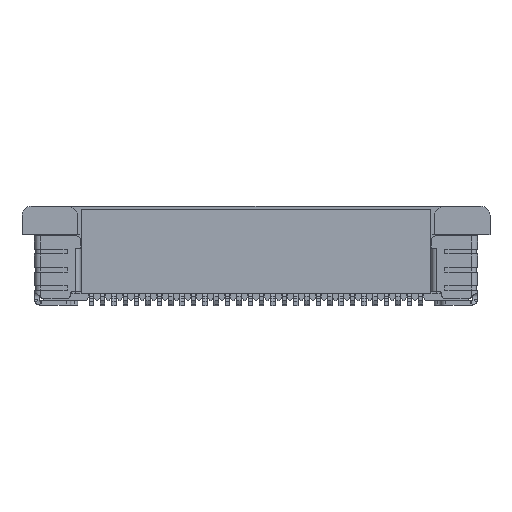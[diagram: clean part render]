
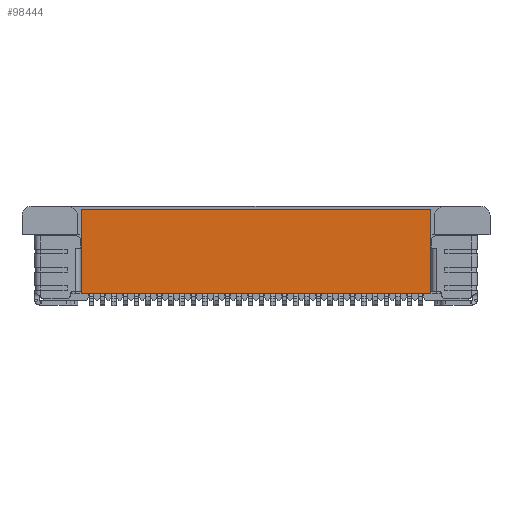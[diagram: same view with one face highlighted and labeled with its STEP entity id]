
A CAD part, top view. The second image highlights one B-rep face of the part: STEP entity #98444.
In plain terms, the highlighted planar face has unit normal (0, 0, -1).
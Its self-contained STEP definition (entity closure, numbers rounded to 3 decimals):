
#36143=DIRECTION('',(0.,-1.,0.));
#36144=VECTOR('',#36143,3.7);
#36145=CARTESIAN_POINT('',(-7.7,4.,1.));
#36146=LINE('',#36145,#36144);
#36147=DIRECTION('',(1.,0.,0.));
#36148=VECTOR('',#36147,15.4);
#36149=CARTESIAN_POINT('',(-7.7,0.3,1.));
#36150=LINE('',#36149,#36148);
#36151=DIRECTION('',(0.,1.,0.));
#36152=VECTOR('',#36151,3.7);
#36153=CARTESIAN_POINT('',(7.7,0.3,1.));
#36154=LINE('',#36153,#36152);
#36155=DIRECTION('',(-1.,0.,0.));
#36156=VECTOR('',#36155,15.4);
#36157=CARTESIAN_POINT('',(7.7,4.,1.));
#36158=LINE('',#36157,#36156);
#40387=CARTESIAN_POINT('',(7.7,0.3,1.));
#40388=VERTEX_POINT('',#40387);
#40389=CARTESIAN_POINT('',(7.7,4.,1.));
#40390=VERTEX_POINT('',#40389);
#40777=CARTESIAN_POINT('',(-7.7,0.3,1.));
#40778=VERTEX_POINT('',#40777);
#40779=CARTESIAN_POINT('',(-7.7,4.,1.));
#40780=VERTEX_POINT('',#40779);
#98433=CARTESIAN_POINT('',(0.,2.15,1.));
#98434=DIRECTION('',(0.,0.,1.));
#98435=DIRECTION('',(0.,-1.,0.));
#98436=AXIS2_PLACEMENT_3D('',#98433,#98434,#98435);
#98437=PLANE('',#98436);
#98438=ORIENTED_EDGE('',*,*,#54475,.T.);
#98439=ORIENTED_EDGE('',*,*,#54500,.T.);
#98440=ORIENTED_EDGE('',*,*,#98415,.T.);
#98441=ORIENTED_EDGE('',*,*,#55238,.T.);
#98442=EDGE_LOOP('',(#98438,#98439,#98440,#98441));
#98443=FACE_OUTER_BOUND('',#98442,.F.);
#54475=EDGE_CURVE('',#40780,#40778,#36146,.T.);
#54500=EDGE_CURVE('',#40778,#40388,#36150,.T.);
#55238=EDGE_CURVE('',#40390,#40780,#36158,.T.);
#98415=EDGE_CURVE('',#40388,#40390,#36154,.T.);
#98444=ADVANCED_FACE('',(#98443),#98437,.F.);
